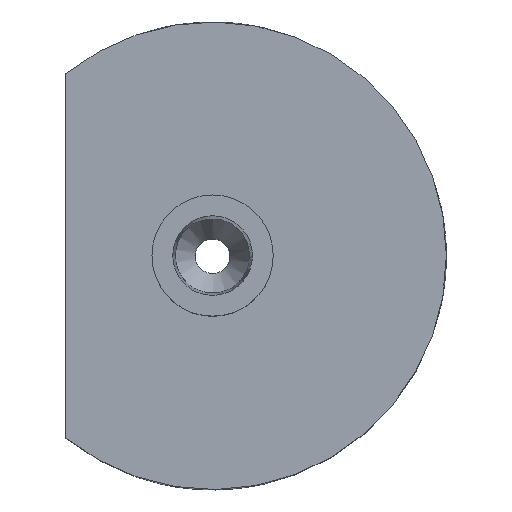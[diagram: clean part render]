
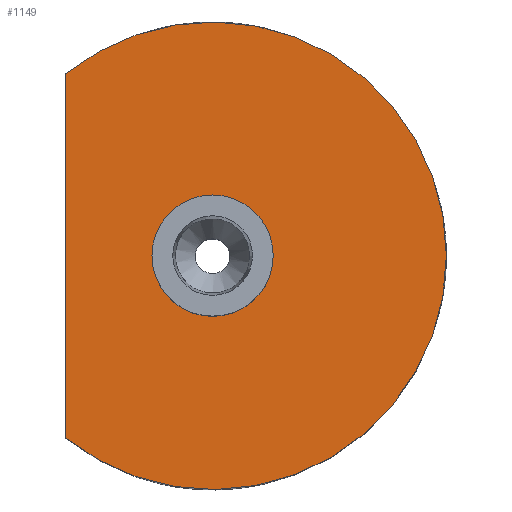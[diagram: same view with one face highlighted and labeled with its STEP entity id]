
A CAD part, top view. The second image highlights one B-rep face of the part: STEP entity #1149.
In plain terms, the highlighted planar face has unit normal (0, 0, 1).
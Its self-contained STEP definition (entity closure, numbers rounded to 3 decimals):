
#90=FACE_BOUND('',#332,.T.);
#99=CIRCLE('',#1197,13.5);
#147=CIRCLE('',#1290,3.5);
#225=FACE_OUTER_BOUND('',#331,.T.);
#331=EDGE_LOOP('',(#1029,#1030));
#332=EDGE_LOOP('',(#1031));
#381=LINE('',#1772,#458);
#458=VECTOR('',#1407,10.);
#525=VERTEX_POINT('',#1769);
#526=VERTEX_POINT('',#1771);
#581=VERTEX_POINT('',#2211);
#641=EDGE_CURVE('',#526,#525,#381,.T.);
#645=EDGE_CURVE('',#525,#526,#99,.T.);
#727=EDGE_CURVE('',#581,#581,#147,.T.);
#1029=ORIENTED_EDGE('',*,*,#641,.T.);
#1030=ORIENTED_EDGE('',*,*,#645,.T.);
#1031=ORIENTED_EDGE('',*,*,#727,.T.);
#1074=PLANE('',#1298);
#1149=ADVANCED_FACE('',(#225,#90),#1074,.T.);
#1197=AXIS2_PLACEMENT_3D('',#1779,#1417,#1418);
#1290=AXIS2_PLACEMENT_3D('',#2213,#1627,#1628);
#1298=AXIS2_PLACEMENT_3D('',#2227,#1646,#1647);
#1407=DIRECTION('',(0.,-1.,0.));
#1417=DIRECTION('center_axis',(0.,0.,1.));
#1418=DIRECTION('ref_axis',(1.,0.,0.));
#1627=DIRECTION('center_axis',(0.,0.,-1.));
#1628=DIRECTION('ref_axis',(1.,0.,0.));
#1646=DIRECTION('center_axis',(0.,0.,1.));
#1647=DIRECTION('ref_axis',(1.,0.,0.));
#1769=CARTESIAN_POINT('',(-8.485,-10.5,7.));
#1771=CARTESIAN_POINT('',(-8.485,10.5,7.));
#1772=CARTESIAN_POINT('',(-8.485,-5.25,7.));
#1779=CARTESIAN_POINT('Origin',(0.,0.,7.));
#2211=CARTESIAN_POINT('',(-3.5,0.,7.));
#2213=CARTESIAN_POINT('Origin',(0.,0.,7.));
#2227=CARTESIAN_POINT('Origin',(0.,0.,7.));
